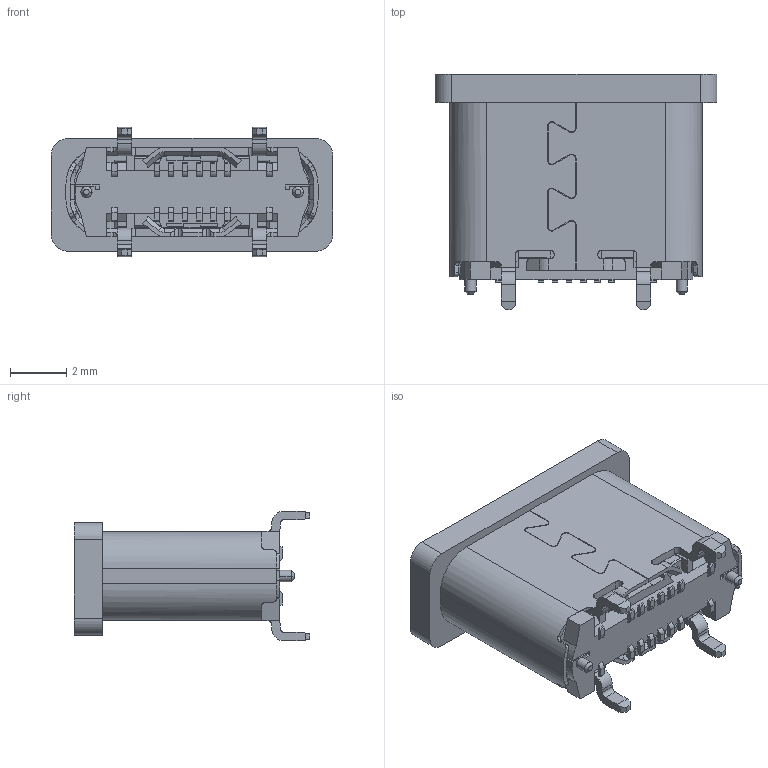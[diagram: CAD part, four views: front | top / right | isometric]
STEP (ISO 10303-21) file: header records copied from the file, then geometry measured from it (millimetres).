
FILE_DESCRIPTION (( 'STEP AP214' ), '1' );
FILE_NAME ('GSB1CA11101DSHR.STEP', '2024-07-22T16:42:57', ( '' ), ( '' ), 'SwSTEP 2.0', 'SolidWorks 2021', '' );
FILE_SCHEMA (( 'AUTOMOTIVE_DESIGN' ));
Length unit declared in the file: millimetre
Products named in the file (1): GSB1CA11101DSHR
Bounding box: 10 x 8.35 x 4.6 mm (x, y, z)
Volume: 146.1 mm3; surface area: 623.1 mm2
Topology: 19 solids, 19 shells, 956 faces, 2687 edges, 1767 vertices
Faces by surface type: plane 777, cylinder 147, cone 24, bspline 8
Entity records: 31725 total; most frequent: CARTESIAN_POINT 6344, ORIENTED_EDGE 5358, DIRECTION 4629, EDGE_CURVE 2679, LINE 2177, VECTOR 2177, VERTEX_POINT 1765, AXIS2_PLACEMENT_3D 1226
